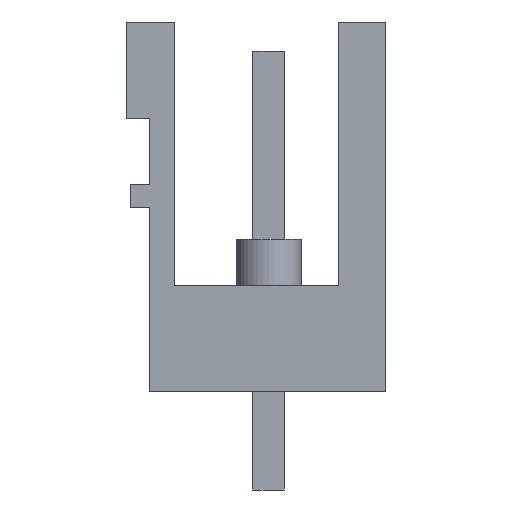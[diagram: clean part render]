
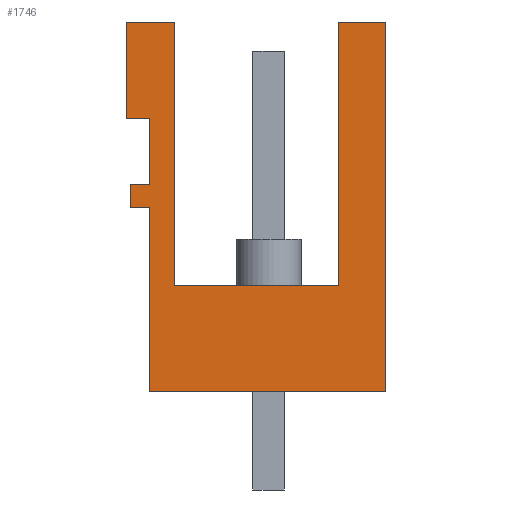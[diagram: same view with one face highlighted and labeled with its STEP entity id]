
A CAD part, left-side view. The second image highlights one B-rep face of the part: STEP entity #1746.
In plain terms, the highlighted planar face has unit normal (-1, 0, 0).
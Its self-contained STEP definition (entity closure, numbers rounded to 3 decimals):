
#1646=AXIS2_PLACEMENT_3D('Plane Axis2P3D',#1643,#1644,#1645) ;
#375=CARTESIAN_POINT('Vertex',(0.,7.68,3.2)) ;
#378=CARTESIAN_POINT('Line Origine',(0.,7.68,6.19)) ;
#382=CARTESIAN_POINT('Vertex',(0.,7.68,9.181)) ;
#1628=CARTESIAN_POINT('Vertex',(0.,0.,3.2)) ;
#1631=CARTESIAN_POINT('Line Origine',(0.,3.84,3.2)) ;
#1643=CARTESIAN_POINT('Axis2P3D Location',(0.,8.43,1.7)) ;
#1648=CARTESIAN_POINT('Line Origine',(0.,0.,9.2)) ;
#1652=CARTESIAN_POINT('Vertex',(0.,0.,15.2)) ;
#1655=CARTESIAN_POINT('Line Origine',(0.,0.775,15.2)) ;
#1659=CARTESIAN_POINT('Vertex',(0.,1.55,15.2)) ;
#1662=CARTESIAN_POINT('Line Origine',(0.,1.55,10.925)) ;
#1666=CARTESIAN_POINT('Vertex',(0.,1.55,6.65)) ;
#1669=CARTESIAN_POINT('Line Origine',(0.,4.206,6.65)) ;
#1673=CARTESIAN_POINT('Vertex',(0.,6.863,6.65)) ;
#1676=CARTESIAN_POINT('Line Origine',(0.,6.863,10.925)) ;
#1680=CARTESIAN_POINT('Vertex',(0.,6.863,15.2)) ;
#1683=CARTESIAN_POINT('Line Origine',(0.,7.647,15.2)) ;
#1687=CARTESIAN_POINT('Vertex',(0.,8.43,15.2)) ;
#1690=CARTESIAN_POINT('Line Origine',(0.,8.43,13.64)) ;
#1694=CARTESIAN_POINT('Vertex',(0.,8.43,12.08)) ;
#1697=CARTESIAN_POINT('Line Origine',(0.,8.055,12.08)) ;
#1701=CARTESIAN_POINT('Vertex',(0.,7.68,12.08)) ;
#1704=CARTESIAN_POINT('Line Origine',(0.,7.68,11.005)) ;
#1708=CARTESIAN_POINT('Vertex',(0.,7.68,9.93)) ;
#1711=CARTESIAN_POINT('Line Origine',(0.,7.99,9.93)) ;
#1715=CARTESIAN_POINT('Vertex',(0.,8.3,9.93)) ;
#1718=CARTESIAN_POINT('Line Origine',(0.,8.3,9.555)) ;
#1722=CARTESIAN_POINT('Vertex',(0.,8.3,9.181)) ;
#1725=CARTESIAN_POINT('Line Origine',(0.,7.99,9.181)) ;
#379=DIRECTION('Vector Direction',(0.,0.,-1.)) ;
#1632=DIRECTION('Vector Direction',(0.,-1.,0.)) ;
#1644=DIRECTION('Axis2P3D Direction',(-1.,0.,0.)) ;
#1645=DIRECTION('Axis2P3D XDirection',(0.,1.,0.)) ;
#1649=DIRECTION('Vector Direction',(0.,0.,1.)) ;
#1656=DIRECTION('Vector Direction',(0.,1.,0.)) ;
#1663=DIRECTION('Vector Direction',(0.,0.,-1.)) ;
#1670=DIRECTION('Vector Direction',(0.,1.,0.)) ;
#1677=DIRECTION('Vector Direction',(0.,0.,1.)) ;
#1684=DIRECTION('Vector Direction',(0.,1.,0.)) ;
#1691=DIRECTION('Vector Direction',(0.,0.,-1.)) ;
#1698=DIRECTION('Vector Direction',(0.,-1.,0.)) ;
#1705=DIRECTION('Vector Direction',(0.,0.,-1.)) ;
#1712=DIRECTION('Vector Direction',(0.,1.,0.)) ;
#1719=DIRECTION('Vector Direction',(0.,0.,-1.)) ;
#1726=DIRECTION('Vector Direction',(0.,-1.,0.)) ;
#380=VECTOR('Line Direction',#379,1.) ;
#1633=VECTOR('Line Direction',#1632,1.) ;
#1650=VECTOR('Line Direction',#1649,1.) ;
#1657=VECTOR('Line Direction',#1656,1.) ;
#1664=VECTOR('Line Direction',#1663,1.) ;
#1671=VECTOR('Line Direction',#1670,1.) ;
#1678=VECTOR('Line Direction',#1677,1.) ;
#1685=VECTOR('Line Direction',#1684,1.) ;
#1692=VECTOR('Line Direction',#1691,1.) ;
#1699=VECTOR('Line Direction',#1698,1.) ;
#1706=VECTOR('Line Direction',#1705,1.) ;
#1713=VECTOR('Line Direction',#1712,1.) ;
#1720=VECTOR('Line Direction',#1719,1.) ;
#1727=VECTOR('Line Direction',#1726,1.) ;
#1731=ORIENTED_EDGE('',*,*,#1654,.T.) ;
#1732=ORIENTED_EDGE('',*,*,#1661,.T.) ;
#1733=ORIENTED_EDGE('',*,*,#1668,.T.) ;
#1734=ORIENTED_EDGE('',*,*,#1675,.T.) ;
#1735=ORIENTED_EDGE('',*,*,#1682,.T.) ;
#1736=ORIENTED_EDGE('',*,*,#1689,.T.) ;
#1737=ORIENTED_EDGE('',*,*,#1696,.T.) ;
#1738=ORIENTED_EDGE('',*,*,#1703,.T.) ;
#1739=ORIENTED_EDGE('',*,*,#1710,.T.) ;
#1740=ORIENTED_EDGE('',*,*,#1717,.T.) ;
#1741=ORIENTED_EDGE('',*,*,#1724,.T.) ;
#1742=ORIENTED_EDGE('',*,*,#1729,.T.) ;
#1743=ORIENTED_EDGE('',*,*,#384,.T.) ;
#1744=ORIENTED_EDGE('',*,*,#1635,.T.) ;
#1746=ADVANCED_FACE('HOUSING',(#1745),#1647,.T.) ;
#384=EDGE_CURVE('',#383,#376,#381,.T.) ;
#1635=EDGE_CURVE('',#376,#1629,#1634,.T.) ;
#1654=EDGE_CURVE('',#1629,#1653,#1651,.T.) ;
#1661=EDGE_CURVE('',#1653,#1660,#1658,.T.) ;
#1668=EDGE_CURVE('',#1660,#1667,#1665,.T.) ;
#1675=EDGE_CURVE('',#1667,#1674,#1672,.T.) ;
#1682=EDGE_CURVE('',#1674,#1681,#1679,.T.) ;
#1689=EDGE_CURVE('',#1681,#1688,#1686,.T.) ;
#1696=EDGE_CURVE('',#1688,#1695,#1693,.T.) ;
#1703=EDGE_CURVE('',#1695,#1702,#1700,.T.) ;
#1710=EDGE_CURVE('',#1702,#1709,#1707,.T.) ;
#1717=EDGE_CURVE('',#1709,#1716,#1714,.T.) ;
#1724=EDGE_CURVE('',#1716,#1723,#1721,.T.) ;
#1729=EDGE_CURVE('',#1723,#383,#1728,.T.) ;
#1730=EDGE_LOOP('',(#1731,#1732,#1733,#1734,#1735,#1736,#1737,#1738,#1739,#1740,#1741,#1742,#1743,#1744)) ;
#1745=FACE_OUTER_BOUND('',#1730,.T.) ;
#381=LINE('Line',#378,#380) ;
#1634=LINE('Line',#1631,#1633) ;
#1651=LINE('Line',#1648,#1650) ;
#1658=LINE('Line',#1655,#1657) ;
#1665=LINE('Line',#1662,#1664) ;
#1672=LINE('Line',#1669,#1671) ;
#1679=LINE('Line',#1676,#1678) ;
#1686=LINE('Line',#1683,#1685) ;
#1693=LINE('Line',#1690,#1692) ;
#1700=LINE('Line',#1697,#1699) ;
#1707=LINE('Line',#1704,#1706) ;
#1714=LINE('Line',#1711,#1713) ;
#1721=LINE('Line',#1718,#1720) ;
#1728=LINE('Line',#1725,#1727) ;
#1647=PLANE('',#1646) ;
#376=VERTEX_POINT('',#375) ;
#383=VERTEX_POINT('',#382) ;
#1629=VERTEX_POINT('',#1628) ;
#1653=VERTEX_POINT('',#1652) ;
#1660=VERTEX_POINT('',#1659) ;
#1667=VERTEX_POINT('',#1666) ;
#1674=VERTEX_POINT('',#1673) ;
#1681=VERTEX_POINT('',#1680) ;
#1688=VERTEX_POINT('',#1687) ;
#1695=VERTEX_POINT('',#1694) ;
#1702=VERTEX_POINT('',#1701) ;
#1709=VERTEX_POINT('',#1708) ;
#1716=VERTEX_POINT('',#1715) ;
#1723=VERTEX_POINT('',#1722) ;
